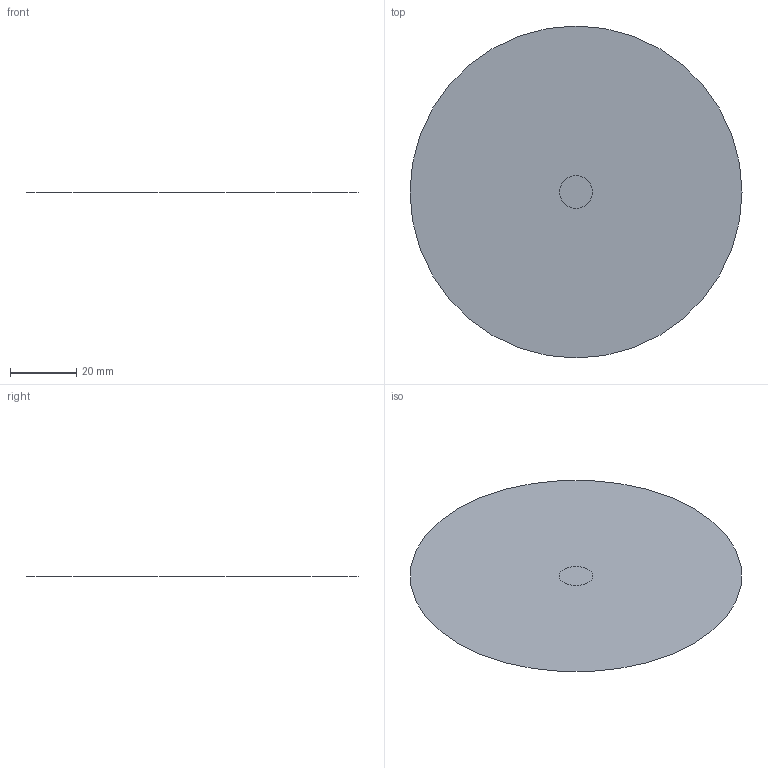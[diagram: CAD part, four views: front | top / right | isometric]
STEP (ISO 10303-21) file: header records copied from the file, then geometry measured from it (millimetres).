
FILE_DESCRIPTION(('FreeCAD Model'),'2;1');
FILE_NAME('Open CASCADE Shape Model','2025-06-09T09:26:16',(''),(''), 'Open CASCADE STEP processor 7.6','FreeCAD','Unknown');
FILE_SCHEMA(('AUTOMOTIVE_DESIGN { 1 0 10303 214 1 1 1 1 }'));
Length unit declared in the file: millimetre
Products named in the file (3): empty_coax_neumann; OpenBoundary_0; Conductor_0
Assembly tree (2 placements, depth 2):
  empty_coax_neumann
    OpenBoundary_0
    Conductor_0
Bounding box: 100 x 100 x 0 mm (x, y, z)
Surface area: 7932.5 mm2 (no closed solid volume)
Topology: 0 solids, 2 shells, 2 faces, 2 edges, 2 vertices
Faces by surface type: plane 2
Entity records: 126 total; most frequent: DIRECTION 16, CARTESIAN_POINT 11, AXIS2_PLACEMENT_3D 7, PRODUCT_DEFINITION_SHAPE 5, CIRCLE 4, SHAPE_DEFINITION_REPRESENTATION 3, PRODUCT_DEFINITION 3, PRODUCT_DEFINITION_FORMATION 3
